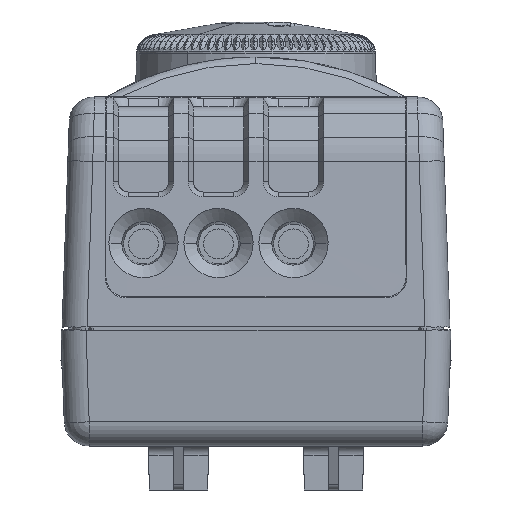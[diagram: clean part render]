
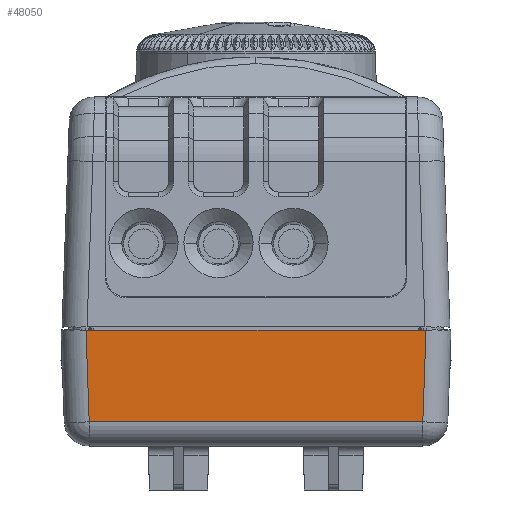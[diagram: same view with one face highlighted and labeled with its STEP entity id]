
A CAD part, front view. The second image highlights one B-rep face of the part: STEP entity #48050.
In plain terms, the highlighted face is planar.
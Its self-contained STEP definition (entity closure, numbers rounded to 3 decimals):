
#33191=CARTESIAN_POINT('',(-17.001,-28.,
-5.8));
#38245=DIRECTION('',(0.035,-0.035,-0.999));
#38246=VECTOR('',#38245,9.198);
#38247=CARTESIAN_POINT('',(16.681,-27.679,
3.387));
#38248=LINE('',#38247,#38246);
#38249=DIRECTION('',(-1.,0.,0.));
#38250=VECTOR('',#38249,34.003);
#38251=CARTESIAN_POINT('',(17.002,-28.,
-5.8));
#38252=LINE('',#38251,#38250);
#38253=DIRECTION('',(0.035,0.035,0.999));
#38254=VECTOR('',#38253,9.198);
#38255=CARTESIAN_POINT('',(-17.001,-28.,
-5.8));
#38256=LINE('',#38255,#38254);
#38261=DIRECTION('',(-1.,0.,0.));
#38262=VECTOR('',#38261,33.361);
#38263=CARTESIAN_POINT('',(16.681,-27.679,
3.387));
#38264=LINE('',#38263,#38262);
#40079=VERTEX_POINT('',#33191);
#40080=CARTESIAN_POINT('',(17.002,-28.,
-5.8));
#40081=VERTEX_POINT('',#40080);
#40111=CARTESIAN_POINT('',(-16.681,-27.679,
3.387));
#40113=VERTEX_POINT('',#40111);
#40425=CARTESIAN_POINT('',(16.681,-27.679,
3.387));
#40426=VERTEX_POINT('',#40425);
#48038=CARTESIAN_POINT('',(-21.37,-28.,-5.8));
#48039=DIRECTION('',(0.,-0.999,0.035));
#48040=DIRECTION('',(-1.,0.,0.));
#48041=AXIS2_PLACEMENT_3D('',#48038,#48039,#48040);
#48042=PLANE('',#48041);
#48044=ORIENTED_EDGE('',*,*,#48043,.F.);
#48045=ORIENTED_EDGE('',*,*,#48033,.T.);
#48046=ORIENTED_EDGE('',*,*,#41750,.T.);
#48047=ORIENTED_EDGE('',*,*,#41802,.T.);
#48048=EDGE_LOOP('',(#48044,#48045,#48046,#48047));
#48049=FACE_OUTER_BOUND('',#48048,.F.);
#48050=ADVANCED_FACE('',(#48049),#48042,.T.);
#41750=EDGE_CURVE('',#40081,#40079,#38252,.T.);
#41802=EDGE_CURVE('',#40079,#40113,#38256,.T.);
#48033=EDGE_CURVE('',#40426,#40081,#38248,.T.);
#48043=EDGE_CURVE('',#40426,#40113,#38264,.T.);
